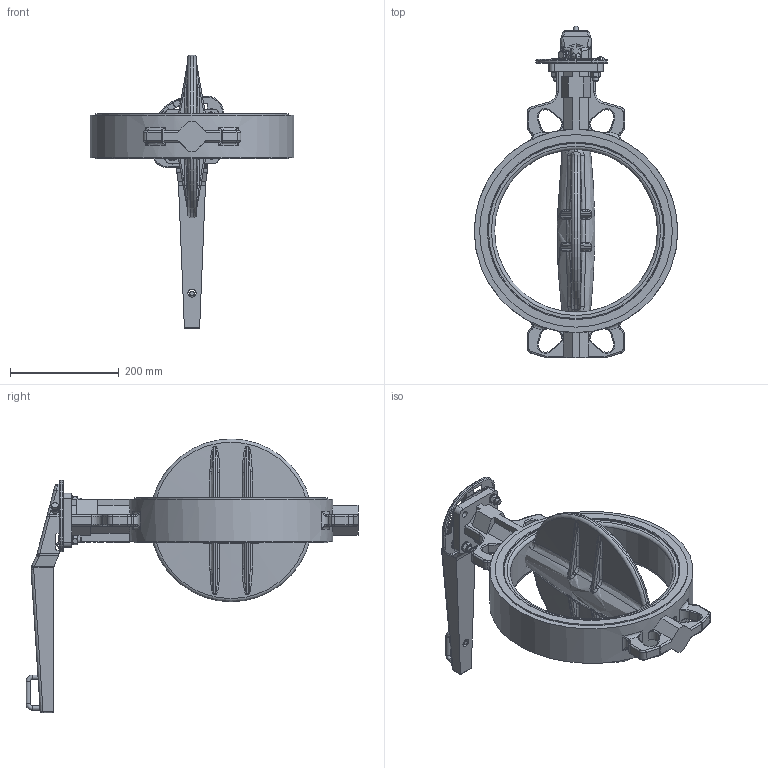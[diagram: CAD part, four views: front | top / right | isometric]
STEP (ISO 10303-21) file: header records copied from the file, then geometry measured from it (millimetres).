
FILE_DESCRIPTION((''),'2;1');
FILE_NAME('WA105340E300.stp','2012-05-11T02:33:16',('RL'),(''),'Autodesk Inventor 2012','Autodesk Inventor 2012','');
FILE_SCHEMA(('AUTOMOTIVE_DESIGN { 1 0 10303 214 1 1 1 1 }'));
Length unit declared in the file: millimetre
Products named in the file (1): WA105340E300
Bounding box: 374.94 x 611.99 x 505 mm (x, y, z)
Volume: 6410743 mm3; surface area: 789608.1 mm2
Topology: 13 solids, 13 shells, 1006 faces, 2552 edges, 1583 vertices
Faces by surface type: plane 387, bspline 247, cylinder 221, torus 111, cone 40
Full cylindrical faces by diameter (mm): 6.647 x2, 7.323 x1, 8 x5, 8.376 x2, 10 x2, 11 x2, 11.4 x1, 12 x4, 14.63 x2, 15 x1, 44 x2, 48 x1, 52.5 x1, 300 x1, 325 x2, 355 x2
Entity records: 36488 total; most frequent: CARTESIAN_POINT 13788, ORIENTED_EDGE 4886, DIRECTION 4250, EDGE_CURVE 2443, AXIS2_PLACEMENT_3D 1576, VERTEX_POINT 1560, EDGE_LOOP 1171, VECTOR 1098
